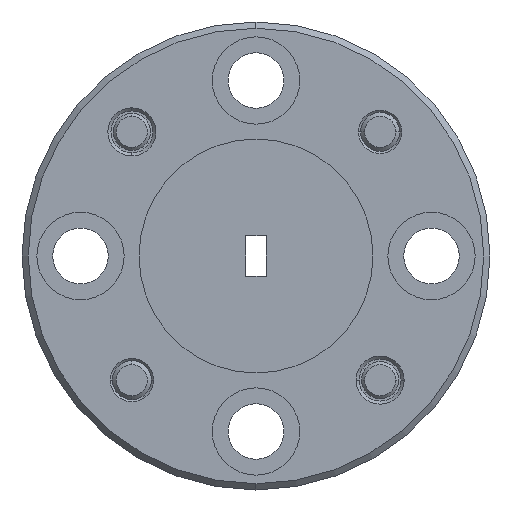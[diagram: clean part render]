
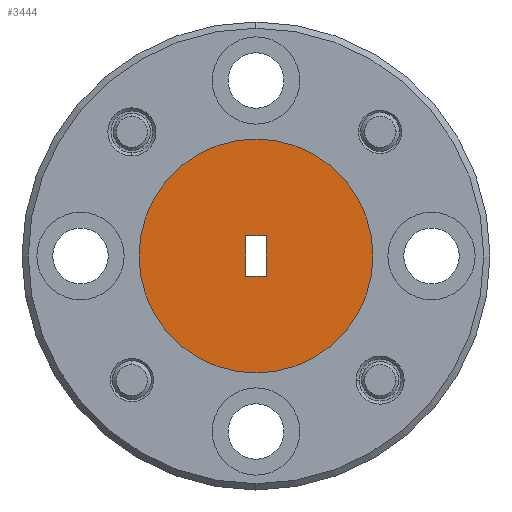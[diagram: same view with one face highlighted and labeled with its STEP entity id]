
A CAD part, left-side view. The second image highlights one B-rep face of the part: STEP entity #3444.
In plain terms, the highlighted planar face has unit normal (-1, 0, 0).
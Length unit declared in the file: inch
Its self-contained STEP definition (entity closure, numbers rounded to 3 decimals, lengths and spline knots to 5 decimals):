
#72 = CARTESIAN_POINT ( 'NONE',  ( -0.98102, 0.71396, -0.27476 ) ) ;
#222 = EDGE_CURVE ( 'NONE', #2644, #2042, #361, .T. ) ;
#265 = EDGE_LOOP ( 'NONE', ( #2521, #2002, #1182, #2857 ) ) ;
#272 = FACE_OUTER_BOUND ( 'NONE', #1287, .T. ) ;
#361 = LINE ( 'NONE', #717, #3276 ) ;
#426 = EDGE_CURVE ( 'NONE', #2501, #3320, #591, .T. ) ;
#432 = CARTESIAN_POINT ( 'NONE',  ( -0.98102, 0.74646, -0.27476 ) ) ;
#458 = CARTESIAN_POINT ( 'NONE',  ( -0.98102, 0.71396, -0.20976 ) ) ;
#538 = EDGE_CURVE ( 'NONE', #1383, #2571, #1235, .T. ) ;
#591 = CIRCLE ( 'NONE', #3332, 0.1875 ) ;
#690 = DIRECTION ( 'NONE',  ( 0., 0., 1. ) ) ;
#717 = CARTESIAN_POINT ( 'NONE',  ( -0.98102, 0.74646, -0.24226 ) ) ;
#1010 = ORIENTED_EDGE ( 'NONE', *, *, #426, .F. ) ;
#1182 = ORIENTED_EDGE ( 'NONE', *, *, #1787, .F. ) ;
#1184 = CARTESIAN_POINT ( 'NONE',  ( -0.98102, 0.73021, -0.24226 ) ) ;
#1235 = LINE ( 'NONE', #3200, #1816 ) ;
#1287 = EDGE_LOOP ( 'NONE', ( #1010, #2016 ) ) ;
#1294 = EDGE_CURVE ( 'NONE', #3320, #2501, #2918, .T. ) ;
#1315 = EDGE_CURVE ( 'NONE', #2571, #2644, #1547, .T. ) ;
#1383 = VERTEX_POINT ( 'NONE', #72 ) ;
#1547 = LINE ( 'NONE', #1905, #1650 ) ;
#1580 = CARTESIAN_POINT ( 'NONE',  ( -0.98102, 0.73021, -0.27476 ) ) ;
#1607 = DIRECTION ( 'NONE',  ( 0., -1., 0. ) ) ;
#1630 = DIRECTION ( 'NONE',  ( 0., 0., -1. ) ) ;
#1650 = VECTOR ( 'NONE', #3054, 39.37008 ) ;
#1671 = AXIS2_PLACEMENT_3D ( 'NONE', #1184, #3291, #2686 ) ;
#1787 = EDGE_CURVE ( 'NONE', #2042, #1383, #3050, .T. ) ;
#1816 = VECTOR ( 'NONE', #3174, 39.37008 ) ;
#1845 = CARTESIAN_POINT ( 'NONE',  ( -0.98102, 0.74646, -0.20976 ) ) ;
#1905 = CARTESIAN_POINT ( 'NONE',  ( -0.98102, 0.73021, -0.20976 ) ) ;
#2002 = ORIENTED_EDGE ( 'NONE', *, *, #538, .F. ) ;
#2016 = ORIENTED_EDGE ( 'NONE', *, *, #1294, .F. ) ;
#2042 = VERTEX_POINT ( 'NONE', #432 ) ;
#2248 = FACE_BOUND ( 'NONE', #265, .T. ) ;
#2499 = CARTESIAN_POINT ( 'NONE',  ( -0.98102, 0.73021, -0.24226 ) ) ;
#2501 = VERTEX_POINT ( 'NONE', #3451 ) ;
#2507 = DIRECTION ( 'NONE',  ( 0., 0., 1. ) ) ;
#2521 = ORIENTED_EDGE ( 'NONE', *, *, #1315, .F. ) ;
#2527 = DIRECTION ( 'NONE',  ( 1., 0., 0. ) ) ;
#2571 = VERTEX_POINT ( 'NONE', #458 ) ;
#2644 = VERTEX_POINT ( 'NONE', #1845 ) ;
#2686 = DIRECTION ( 'NONE',  ( 0., 0., -1. ) ) ;
#2823 = CARTESIAN_POINT ( 'NONE',  ( -0.98102, 0.73021, -0.42976 ) ) ;
#2857 = ORIENTED_EDGE ( 'NONE', *, *, #222, .F. ) ;
#2895 = AXIS2_PLACEMENT_3D ( 'NONE', #3381, #3661, #2507 ) ;
#2918 = CIRCLE ( 'NONE', #2895, 0.1875 ) ;
#3050 = LINE ( 'NONE', #1580, #3614 ) ;
#3054 = DIRECTION ( 'NONE',  ( 0., 1., 0. ) ) ;
#3174 = DIRECTION ( 'NONE',  ( 0., 0., 1. ) ) ;
#3200 = CARTESIAN_POINT ( 'NONE',  ( -0.98102, 0.71396, -0.24226 ) ) ;
#3276 = VECTOR ( 'NONE', #1630, 39.37008 ) ;
#3291 = DIRECTION ( 'NONE',  ( 1., 0., 0. ) ) ;
#3320 = VERTEX_POINT ( 'NONE', #2823 ) ;
#3332 = AXIS2_PLACEMENT_3D ( 'NONE', #2499, #2527, #690 ) ;
#3381 = CARTESIAN_POINT ( 'NONE',  ( -0.98102, 0.73021, -0.24226 ) ) ;
#3444 = ADVANCED_FACE ( 'NONE', ( #2248, #272 ), #3902, .F. ) ;
#3451 = CARTESIAN_POINT ( 'NONE',  ( -0.98102, 0.73021, -0.05476 ) ) ;
#3614 = VECTOR ( 'NONE', #1607, 39.37008 ) ;
#3661 = DIRECTION ( 'NONE',  ( 1., 0., 0. ) ) ;
#3902 = PLANE ( 'NONE',  #1671 ) ;
